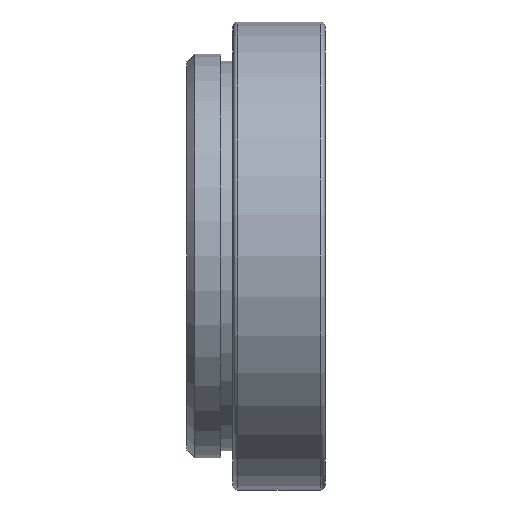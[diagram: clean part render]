
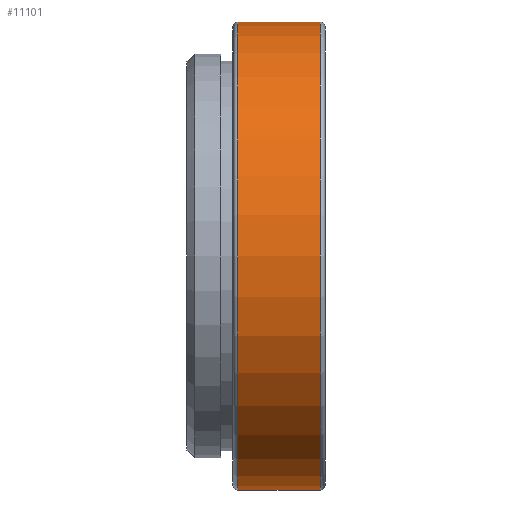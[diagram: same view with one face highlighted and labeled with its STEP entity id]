
A CAD part, front view. The second image highlights one B-rep face of the part: STEP entity #11101.
In plain terms, the highlighted cylindrical face has radius 15.25 mm (diameter 30.5 mm), a partial arc.
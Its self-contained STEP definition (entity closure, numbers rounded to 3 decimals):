
#177 = ORIENTED_EDGE ( 'NONE', *, *, #2504, .T. ) ;
#407 = VERTEX_POINT ( 'NONE', #4657 ) ;
#1567 = VECTOR ( 'NONE', #9965, 1000. ) ;
#1779 = ORIENTED_EDGE ( 'NONE', *, *, #8141, .T. ) ;
#1820 = VERTEX_POINT ( 'NONE', #8862 ) ;
#2048 = VECTOR ( 'NONE', #10869, 1000. ) ;
#2074 = CARTESIAN_POINT ( 'NONE',  ( -5.7, 0., 0. ) ) ;
#2125 = CIRCLE ( 'NONE', #6175, 15.25 ) ;
#2282 = FACE_OUTER_BOUND ( 'NONE', #7029, .T. ) ;
#2504 = EDGE_CURVE ( 'NONE', #1820, #3938, #6591, .T. ) ;
#2850 = CARTESIAN_POINT ( 'NONE',  ( -0.3, 0., 15.25 ) ) ;
#2989 = AXIS2_PLACEMENT_3D ( 'NONE', #5731, #4879, #10136 ) ;
#3131 = DIRECTION ( 'NONE',  ( 1., 0., 0. ) ) ;
#3735 = EDGE_CURVE ( 'NONE', #407, #4292, #8223, .T. ) ;
#3748 = CARTESIAN_POINT ( 'NONE',  ( -0.3, 0., -15.25 ) ) ;
#3870 = CARTESIAN_POINT ( 'NONE',  ( 0., 0., 15.25 ) ) ;
#3938 = VERTEX_POINT ( 'NONE', #3748 ) ;
#4292 = VERTEX_POINT ( 'NONE', #2850 ) ;
#4400 = EDGE_CURVE ( 'NONE', #3938, #4292, #7761, .T. ) ;
#4657 = CARTESIAN_POINT ( 'NONE',  ( -5.7, 0., 15.25 ) ) ;
#4817 = CARTESIAN_POINT ( 'NONE',  ( 0., 0., 0. ) ) ;
#4879 = DIRECTION ( 'NONE',  ( -1., 0., 0. ) ) ;
#5586 = DIRECTION ( 'NONE',  ( 1., 0., 0. ) ) ;
#5671 = CYLINDRICAL_SURFACE ( 'NONE', #9859, 15.25 ) ;
#5731 = CARTESIAN_POINT ( 'NONE',  ( -0.3, 0., 0. ) ) ;
#5787 = DIRECTION ( 'NONE',  ( 0., 0., -1. ) ) ;
#6175 = AXIS2_PLACEMENT_3D ( 'NONE', #2074, #5586, #9823 ) ;
#6591 = LINE ( 'NONE', #10778, #1567 ) ;
#7029 = EDGE_LOOP ( 'NONE', ( #10560, #1779, #177, #10297 ) ) ;
#7761 = CIRCLE ( 'NONE', #2989, 15.25 ) ;
#8141 = EDGE_CURVE ( 'NONE', #407, #1820, #2125, .T. ) ;
#8223 = LINE ( 'NONE', #3870, #2048 ) ;
#8862 = CARTESIAN_POINT ( 'NONE',  ( -5.7, 0., -15.25 ) ) ;
#9823 = DIRECTION ( 'NONE',  ( 0., 0., 1. ) ) ;
#9859 = AXIS2_PLACEMENT_3D ( 'NONE', #4817, #3131, #5787 ) ;
#9965 = DIRECTION ( 'NONE',  ( 1., 0., 0. ) ) ;
#10136 = DIRECTION ( 'NONE',  ( 0., 0., -1. ) ) ;
#10297 = ORIENTED_EDGE ( 'NONE', *, *, #4400, .T. ) ;
#10560 = ORIENTED_EDGE ( 'NONE', *, *, #3735, .F. ) ;
#10778 = CARTESIAN_POINT ( 'NONE',  ( 0., 0., -15.25 ) ) ;
#10869 = DIRECTION ( 'NONE',  ( 1., 0., 0. ) ) ;
#11101 = ADVANCED_FACE ( 'NONE', ( #2282 ), #5671, .T. ) ;
